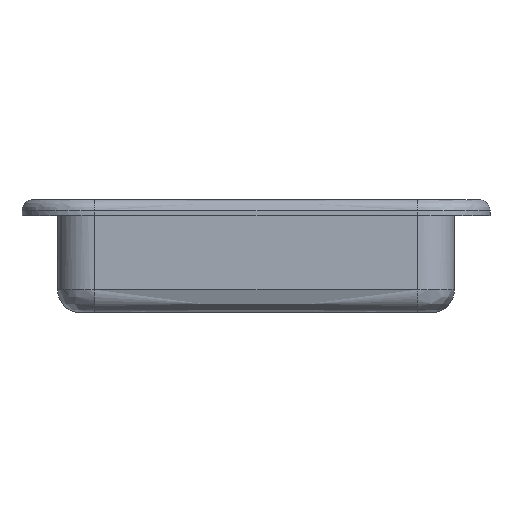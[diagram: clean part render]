
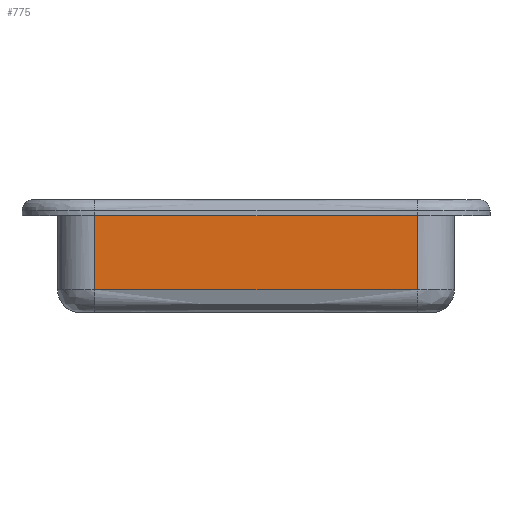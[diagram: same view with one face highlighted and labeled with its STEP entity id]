
A CAD part, left-side view. The second image highlights one B-rep face of the part: STEP entity #775.
In plain terms, the highlighted planar face has unit normal (-1, 0, 0).
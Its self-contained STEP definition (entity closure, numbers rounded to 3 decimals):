
#41=LINE('',#3082,#68);
#42=LINE('',#3086,#69);
#43=LINE('',#3087,#70);
#68=VECTOR('',#871,10.);
#69=VECTOR('',#876,10.);
#70=VECTOR('',#877,10.);
#99=PLANE('',#806);
#142=FACE_OUTER_BOUND('',#192,.T.);
#192=EDGE_LOOP('',(#658,#659,#660,#661));
#276=B_SPLINE_CURVE_WITH_KNOTS('',3,(#2832,#2833,#2834,#2835),
 .UNSPECIFIED.,.F.,.F.,(4,4),(0.,2.),
 .UNSPECIFIED.);
#343=VERTEX_POINT('',#2824);
#344=VERTEX_POINT('',#2831);
#352=VERTEX_POINT('',#3081);
#353=VERTEX_POINT('',#3085);
#444=EDGE_CURVE('',#343,#344,#276,.T.);
#461=EDGE_CURVE('',#352,#344,#41,.T.);
#463=EDGE_CURVE('',#353,#343,#42,.T.);
#464=EDGE_CURVE('',#352,#353,#43,.T.);
#658=ORIENTED_EDGE('',*,*,#444,.F.);
#659=ORIENTED_EDGE('',*,*,#463,.F.);
#660=ORIENTED_EDGE('',*,*,#464,.F.);
#661=ORIENTED_EDGE('',*,*,#461,.T.);
#775=ADVANCED_FACE('',(#142),#99,.T.);
#806=AXIS2_PLACEMENT_3D('',#3084,#874,#875);
#871=DIRECTION('',(0.,0.,-1.));
#874=DIRECTION('center_axis',(-1.,0.,0.));
#875=DIRECTION('ref_axis',(0.,1.,0.));
#876=DIRECTION('',(0.,0.,-1.));
#877=DIRECTION('',(0.,-1.,0.));
#2824=CARTESIAN_POINT('',(77.7,16.075,-2.986));
#2831=CARTESIAN_POINT('',(77.7,36.075,-2.986));
#2832=CARTESIAN_POINT('Ctrl Pts',(77.7,16.075,-2.986));
#2833=CARTESIAN_POINT('Ctrl Pts',(77.7,22.755,-2.986));
#2834=CARTESIAN_POINT('Ctrl Pts',(77.7,29.403,-2.986));
#2835=CARTESIAN_POINT('Ctrl Pts',(77.7,36.075,-2.986));
#3081=CARTESIAN_POINT('',(77.7,36.075,1.6));
#3082=CARTESIAN_POINT('',(77.7,36.075,1.6));
#3084=CARTESIAN_POINT('Origin',(77.7,16.075,1.6));
#3085=CARTESIAN_POINT('',(77.7,16.075,1.6));
#3086=CARTESIAN_POINT('',(77.7,16.075,1.6));
#3087=CARTESIAN_POINT('',(77.7,21.075,1.6));
